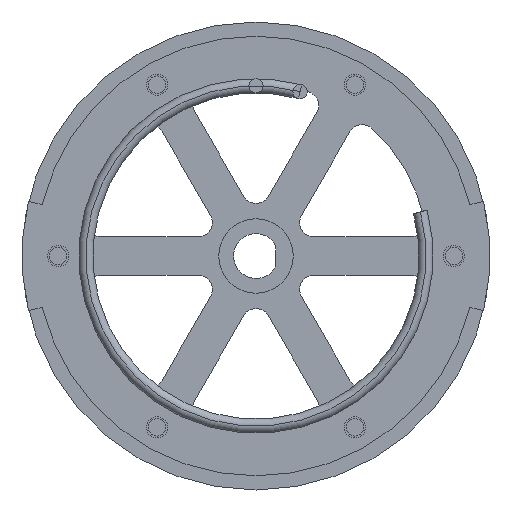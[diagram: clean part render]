
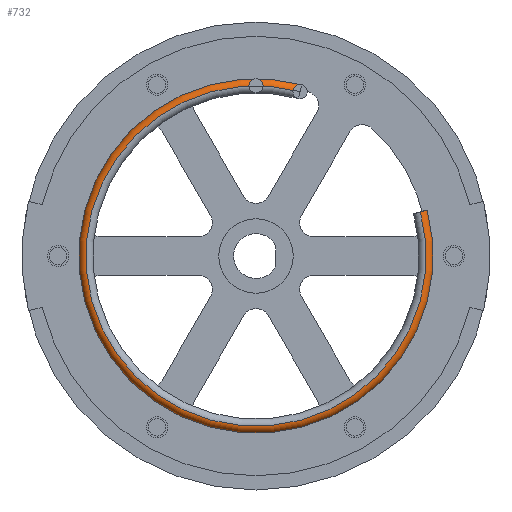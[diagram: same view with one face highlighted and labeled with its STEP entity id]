
A CAD part, front view. The second image highlights one B-rep face of the part: STEP entity #732.
In plain terms, the highlighted toroidal (fillet/blend) face has major radius 24 mm and minor radius 1 mm.
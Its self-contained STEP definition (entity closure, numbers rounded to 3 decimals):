
#728=TOROIDAL_SURFACE('',#3652,24.,1.);
#732=ADVANCED_FACE('',(#917),#728,.T.);
#917=FACE_OUTER_BOUND('',#1102,.F.);
#1102=EDGE_LOOP('',(#1362,#1363,#1364,#1365));
#1362=ORIENTED_EDGE('',*,*,#2436,.T.);
#1363=ORIENTED_EDGE('',*,*,#2440,.F.);
#1364=ORIENTED_EDGE('',*,*,#2438,.T.);
#1365=ORIENTED_EDGE('',*,*,#2439,.T.);
#2436=EDGE_CURVE('',#3162,#3163,#2907,.T.);
#2438=EDGE_CURVE('',#3160,#3161,#2909,.T.);
#2439=EDGE_CURVE('',#3161,#3162,#2910,.T.);
#2440=EDGE_CURVE('',#3160,#3163,#2911,.T.);
#2907=CIRCLE('',#3644,1.);
#2909=CIRCLE('',#3646,1.);
#2910=CIRCLE('',#3647,24.);
#2911=CIRCLE('',#3648,24.);
#3160=VERTEX_POINT('',#5279);
#3161=VERTEX_POINT('',#5280);
#3162=VERTEX_POINT('',#5281);
#3163=VERTEX_POINT('',#5282);
#3644=AXIS2_PLACEMENT_3D('',#5284,#4120,#4121);
#3646=AXIS2_PLACEMENT_3D('',#5286,#4124,#4125);
#3647=AXIS2_PLACEMENT_3D('',#5287,#4126,#4127);
#3648=AXIS2_PLACEMENT_3D('',#5288,#4128,#4129);
#3652=AXIS2_PLACEMENT_3D('',#5292,#4136,#4137);
#4120=DIRECTION('',(0.966,0.,-0.259));
#4121=DIRECTION('',(0.,1.,0.));
#4124=DIRECTION('',(-0.259,0.,0.966));
#4125=DIRECTION('',(0.,-1.,0.));
#4126=DIRECTION('',(0.,1.,0.));
#4127=DIRECTION('',(0.966,0.,0.259));
#4128=DIRECTION('',(0.,1.,0.));
#4129=DIRECTION('',(0.966,0.,0.259));
#4136=DIRECTION('',(0.,1.,0.));
#4137=DIRECTION('',(0.966,0.,0.259));
#5279=CARTESIAN_POINT('',(108.289,-21.65,11.712));
#5280=CARTESIAN_POINT('',(108.289,-19.65,11.712));
#5281=CARTESIAN_POINT('',(91.318,-19.65,28.682));
#5282=CARTESIAN_POINT('',(91.318,-21.65,28.682));
#5284=CARTESIAN_POINT('',(91.318,-20.65,28.682));
#5286=CARTESIAN_POINT('',(108.289,-20.65,11.712));
#5287=CARTESIAN_POINT('',(85.106,-19.65,5.5));
#5288=CARTESIAN_POINT('',(85.106,-21.65,5.5));
#5292=CARTESIAN_POINT('',(85.106,-20.65,5.5));
